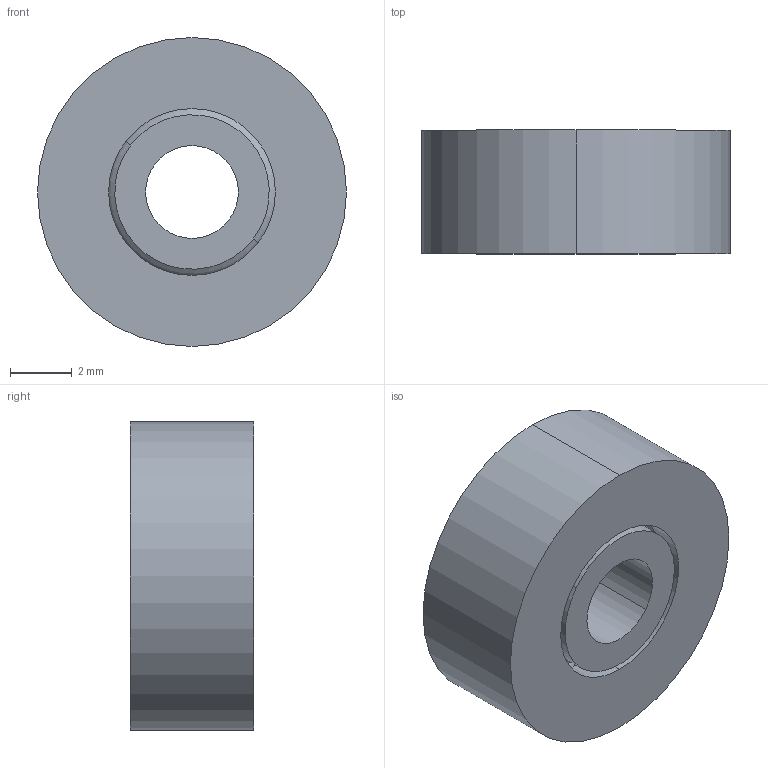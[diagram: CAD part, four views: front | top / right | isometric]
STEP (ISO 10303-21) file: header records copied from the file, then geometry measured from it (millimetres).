
FILE_DESCRIPTION (( 'STEP AP203' ), '1' );
FILE_NAME ('3D Printed Assembly.STEP', '2017-12-19T13:03:34', ( 'Windows Kullanýcýsý' ), ( '' ), 'SwSTEP 2.0', 'SolidWorks 2018', '' );
FILE_SCHEMA (( 'CONFIG_CONTROL_DESIGN' ));
Length unit declared in the file: millimetre
Products named in the file (3): 3D Printed Assembly; Inner; Outer
Assembly tree (2 placements, depth 2):
  3D Printed Assembly
    Outer
    Inner
Bounding box: 10 x 4 x 10 mm (x, y, z)
Volume: 269.1 mm3; surface area: 450.5 mm2
Topology: 2 solids, 2 shells, 20 faces, 40 edges, 24 vertices
Faces by surface type: cylinder 12, torus 4, plane 4
Entity records: 841 total; most frequent: DIRECTION 118, CARTESIAN_POINT 89, ORIENTED_EDGE 80, AXIS2_PLACEMENT_3D 53, EDGE_CURVE 40, CIRCLE 28, PERSON_AND_ORGANIZATION 26, EDGE_LOOP 24
